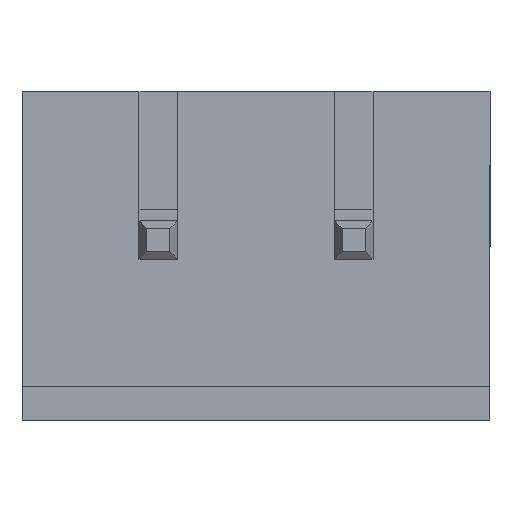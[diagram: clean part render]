
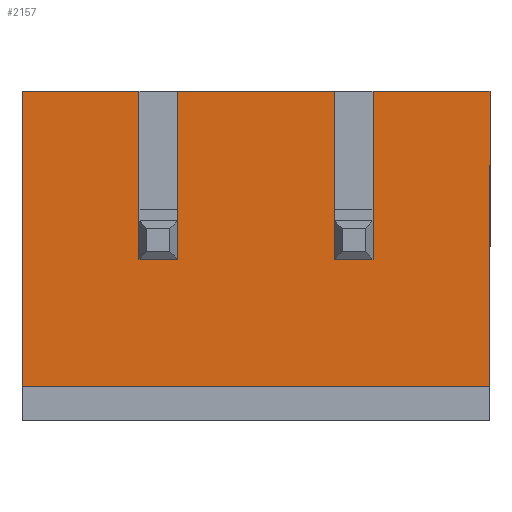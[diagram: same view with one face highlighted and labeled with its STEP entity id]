
A CAD part, front view. The second image highlights one B-rep face of the part: STEP entity #2157.
In plain terms, the highlighted face is planar.
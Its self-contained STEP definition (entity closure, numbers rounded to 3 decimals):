
#30 = CARTESIAN_POINT ( 'NONE',  ( 6.04, 8.57, -2. ) ) ;
#36 = VERTEX_POINT ( 'NONE', #2115 ) ;
#89 = CARTESIAN_POINT ( 'NONE',  ( -3.04, 4.37, -2. ) ) ;
#122 = VERTEX_POINT ( 'NONE', #2232 ) ;
#183 = VECTOR ( 'NONE', #259, 1000. ) ;
#188 = CARTESIAN_POINT ( 'NONE',  ( -6.08, 7.67, -2. ) ) ;
#244 = CARTESIAN_POINT ( 'NONE',  ( 6.04, 0., -2. ) ) ;
#259 = DIRECTION ( 'NONE',  ( 0., -1., 0. ) ) ;
#269 = EDGE_CURVE ( 'NONE', #2323, #3184, #1723, .T. ) ;
#324 = CARTESIAN_POINT ( 'NONE',  ( 2.04, 4.37, -2. ) ) ;
#342 = DIRECTION ( 'NONE',  ( -1., 0., 0. ) ) ;
#345 = AXIS2_PLACEMENT_3D ( 'NONE', #30, #3215, #1783 ) ;
#358 = DIRECTION ( 'NONE',  ( 0., -1., 0. ) ) ;
#366 = CARTESIAN_POINT ( 'NONE',  ( 6.08, 0., -2. ) ) ;
#367 = VECTOR ( 'NONE', #2430, 1000. ) ;
#374 = ORIENTED_EDGE ( 'NONE', *, *, #3143, .T. ) ;
#387 = VERTEX_POINT ( 'NONE', #956 ) ;
#422 = ORIENTED_EDGE ( 'NONE', *, *, #3708, .T. ) ;
#428 = DIRECTION ( 'NONE',  ( 0., 1., 0. ) ) ;
#632 = DIRECTION ( 'NONE',  ( -1., 0., 0. ) ) ;
#648 = EDGE_CURVE ( 'NONE', #2846, #2264, #3574, .T. ) ;
#695 = ORIENTED_EDGE ( 'NONE', *, *, #2591, .F. ) ;
#699 = EDGE_CURVE ( 'NONE', #2410, #387, #718, .T. ) ;
#718 = LINE ( 'NONE', #1867, #788 ) ;
#788 = VECTOR ( 'NONE', #1597, 1000. ) ;
#825 = ORIENTED_EDGE ( 'NONE', *, *, #269, .F. ) ;
#872 = ORIENTED_EDGE ( 'NONE', *, *, #2147, .T. ) ;
#956 = CARTESIAN_POINT ( 'NONE',  ( 2.04, 0., -2. ) ) ;
#964 = VECTOR ( 'NONE', #1668, 1000. ) ;
#971 = CARTESIAN_POINT ( 'NONE',  ( 2.04, 0., -2. ) ) ;
#1027 = ORIENTED_EDGE ( 'NONE', *, *, #2124, .T. ) ;
#1044 = CARTESIAN_POINT ( 'NONE',  ( -6.08, 0., -2. ) ) ;
#1168 = PLANE ( 'NONE',  #345 ) ;
#1180 = VERTEX_POINT ( 'NONE', #188 ) ;
#1344 = ORIENTED_EDGE ( 'NONE', *, *, #2828, .F. ) ;
#1357 = LINE ( 'NONE', #2494, #3627 ) ;
#1597 = DIRECTION ( 'NONE',  ( 1., 0., 0. ) ) ;
#1668 = DIRECTION ( 'NONE',  ( 0., -1., 0. ) ) ;
#1723 = LINE ( 'NONE', #3444, #3476 ) ;
#1752 = VECTOR ( 'NONE', #2775, 1000. ) ;
#1782 = LINE ( 'NONE', #971, #367 ) ;
#1783 = DIRECTION ( 'NONE',  ( -1., 0., 0. ) ) ;
#1785 = CARTESIAN_POINT ( 'NONE',  ( -6.04, 0., -2. ) ) ;
#1797 = EDGE_CURVE ( 'NONE', #2846, #2675, #2212, .T. ) ;
#1826 = CARTESIAN_POINT ( 'NONE',  ( 3.04, 4.37, -2. ) ) ;
#1867 = CARTESIAN_POINT ( 'NONE',  ( 6.04, 0., -2. ) ) ;
#1950 = LINE ( 'NONE', #3151, #183 ) ;
#2115 = CARTESIAN_POINT ( 'NONE',  ( 6.08, 7.67, -2. ) ) ;
#2124 = EDGE_CURVE ( 'NONE', #36, #2675, #2313, .T. ) ;
#2130 = ORIENTED_EDGE ( 'NONE', *, *, #648, .T. ) ;
#2147 = EDGE_CURVE ( 'NONE', #2264, #2645, #3452, .T. ) ;
#2157 = ADVANCED_FACE ( 'NONE', ( #2387 ), #1168, .F. ) ;
#2165 = VECTOR ( 'NONE', #358, 1000. ) ;
#2190 = LINE ( 'NONE', #3009, #1752 ) ;
#2212 = LINE ( 'NONE', #244, #2407 ) ;
#2232 = CARTESIAN_POINT ( 'NONE',  ( -2.04, 4.37, -2. ) ) ;
#2264 = VERTEX_POINT ( 'NONE', #1826 ) ;
#2313 = LINE ( 'NONE', #2681, #2165 ) ;
#2323 = VERTEX_POINT ( 'NONE', #3331 ) ;
#2387 = FACE_OUTER_BOUND ( 'NONE', #3113, .T. ) ;
#2407 = VECTOR ( 'NONE', #3362, 1000. ) ;
#2410 = VERTEX_POINT ( 'NONE', #3086 ) ;
#2430 = DIRECTION ( 'NONE',  ( 0., -1., 0. ) ) ;
#2494 = CARTESIAN_POINT ( 'NONE',  ( 0., 4.37, -2. ) ) ;
#2505 = EDGE_CURVE ( 'NONE', #1180, #2880, #1950, .T. ) ;
#2591 = EDGE_CURVE ( 'NONE', #122, #2410, #3117, .T. ) ;
#2645 = VERTEX_POINT ( 'NONE', #324 ) ;
#2675 = VERTEX_POINT ( 'NONE', #366 ) ;
#2681 = CARTESIAN_POINT ( 'NONE',  ( 6.08, 8.57, -2. ) ) ;
#2717 = EDGE_CURVE ( 'NONE', #36, #1180, #2190, .T. ) ;
#2774 = ORIENTED_EDGE ( 'NONE', *, *, #699, .F. ) ;
#2775 = DIRECTION ( 'NONE',  ( -1., 0., 0. ) ) ;
#2809 = DIRECTION ( 'NONE',  ( 1., 0., 0. ) ) ;
#2828 = EDGE_CURVE ( 'NONE', #3184, #122, #1357, .T. ) ;
#2832 = VECTOR ( 'NONE', #632, 1000. ) ;
#2846 = VERTEX_POINT ( 'NONE', #3592 ) ;
#2880 = VERTEX_POINT ( 'NONE', #1044 ) ;
#2922 = CARTESIAN_POINT ( 'NONE',  ( 0., 4.37, -2. ) ) ;
#3009 = CARTESIAN_POINT ( 'NONE',  ( 6.04, 7.67, -2. ) ) ;
#3072 = VECTOR ( 'NONE', #428, 1000. ) ;
#3086 = CARTESIAN_POINT ( 'NONE',  ( -2.04, 0., -2. ) ) ;
#3113 = EDGE_LOOP ( 'NONE', ( #3316, #1027, #3515, #2130, #872, #374, #2774, #695, #1344, #825, #422, #3398 ) ) ;
#3117 = LINE ( 'NONE', #3399, #964 ) ;
#3139 = VECTOR ( 'NONE', #342, 1000. ) ;
#3143 = EDGE_CURVE ( 'NONE', #2645, #387, #1782, .T. ) ;
#3151 = CARTESIAN_POINT ( 'NONE',  ( -6.08, 7.67, -2. ) ) ;
#3184 = VERTEX_POINT ( 'NONE', #89 ) ;
#3215 = DIRECTION ( 'NONE',  ( 0., 0., 1. ) ) ;
#3218 = LINE ( 'NONE', #1785, #3139 ) ;
#3234 = CARTESIAN_POINT ( 'NONE',  ( 3.04, 0., -2. ) ) ;
#3316 = ORIENTED_EDGE ( 'NONE', *, *, #2717, .F. ) ;
#3331 = CARTESIAN_POINT ( 'NONE',  ( -3.04, 0., -2. ) ) ;
#3362 = DIRECTION ( 'NONE',  ( 1., 0., 0. ) ) ;
#3398 = ORIENTED_EDGE ( 'NONE', *, *, #2505, .F. ) ;
#3399 = CARTESIAN_POINT ( 'NONE',  ( -2.04, 0., -2. ) ) ;
#3444 = CARTESIAN_POINT ( 'NONE',  ( -3.04, 0., -2. ) ) ;
#3452 = LINE ( 'NONE', #2922, #2832 ) ;
#3457 = DIRECTION ( 'NONE',  ( 0., 1., 0. ) ) ;
#3476 = VECTOR ( 'NONE', #3457, 1000. ) ;
#3515 = ORIENTED_EDGE ( 'NONE', *, *, #1797, .F. ) ;
#3574 = LINE ( 'NONE', #3234, #3072 ) ;
#3592 = CARTESIAN_POINT ( 'NONE',  ( 3.04, 0., -2. ) ) ;
#3627 = VECTOR ( 'NONE', #2809, 1000. ) ;
#3708 = EDGE_CURVE ( 'NONE', #2323, #2880, #3218, .T. ) ;
